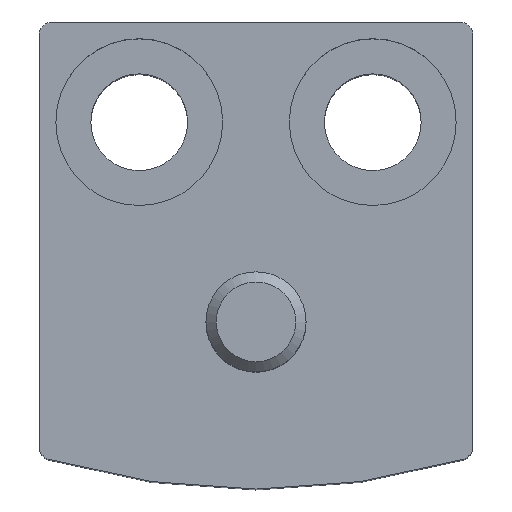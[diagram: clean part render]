
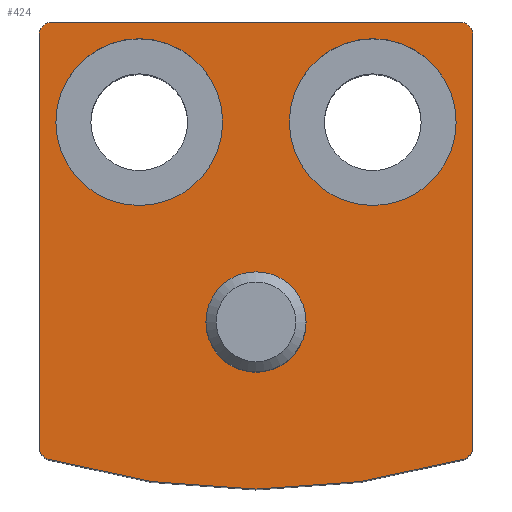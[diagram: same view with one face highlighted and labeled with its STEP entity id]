
A CAD part, top view. The second image highlights one B-rep face of the part: STEP entity #424.
In plain terms, the highlighted planar face has unit normal (0, 0, 1).
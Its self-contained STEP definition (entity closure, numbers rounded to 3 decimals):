
#33=CIRCLE('',#475,0.4);
#35=CIRCLE('',#478,22.);
#37=CIRCLE('',#481,0.4);
#39=CIRCLE('',#485,0.4);
#43=CIRCLE('',#491,0.4);
#47=CIRCLE('',#497,1.5);
#48=CIRCLE('',#498,2.5);
#49=CIRCLE('',#499,2.5);
#125=ORIENTED_EDGE('',*,*,#203,.T.);
#126=ORIENTED_EDGE('',*,*,#204,.T.);
#127=ORIENTED_EDGE('',*,*,#205,.T.);
#128=ORIENTED_EDGE('',*,*,#175,.T.);
#129=ORIENTED_EDGE('',*,*,#179,.T.);
#130=ORIENTED_EDGE('',*,*,#182,.T.);
#131=ORIENTED_EDGE('',*,*,#185,.T.);
#132=ORIENTED_EDGE('',*,*,#188,.T.);
#133=ORIENTED_EDGE('',*,*,#191,.T.);
#134=ORIENTED_EDGE('',*,*,#196,.T.);
#135=ORIENTED_EDGE('',*,*,#199,.T.);
#175=EDGE_CURVE('',#222,#223,#261,.T.);
#179=EDGE_CURVE('',#223,#226,#33,.T.);
#182=EDGE_CURVE('',#226,#228,#35,.T.);
#185=EDGE_CURVE('',#228,#230,#37,.T.);
#188=EDGE_CURVE('',#230,#232,#268,.T.);
#191=EDGE_CURVE('',#232,#234,#39,.T.);
#196=EDGE_CURVE('',#234,#238,#272,.T.);
#199=EDGE_CURVE('',#238,#222,#43,.T.);
#203=EDGE_CURVE('',#242,#242,#47,.T.);
#204=EDGE_CURVE('',#243,#243,#48,.T.);
#205=EDGE_CURVE('',#244,#244,#49,.T.);
#222=VERTEX_POINT('',#693);
#223=VERTEX_POINT('',#694);
#226=VERTEX_POINT('',#702);
#228=VERTEX_POINT('',#708);
#230=VERTEX_POINT('',#714);
#232=VERTEX_POINT('',#720);
#234=VERTEX_POINT('',#726);
#238=VERTEX_POINT('',#736);
#242=VERTEX_POINT('',#750);
#243=VERTEX_POINT('',#752);
#244=VERTEX_POINT('',#754);
#261=LINE('',#692,#275);
#268=LINE('',#719,#282);
#272=LINE('',#735,#286);
#275=VECTOR('',#544,1000.);
#282=VECTOR('',#571,1000.);
#286=VECTOR('',#587,1000.);
#302=EDGE_LOOP('',(#125));
#303=EDGE_LOOP('',(#126));
#304=EDGE_LOOP('',(#127));
#305=EDGE_LOOP('',(#128,#129,#130,#131,#132,#133,#134,#135));
#358=FACE_BOUND('',#302,.T.);
#359=FACE_BOUND('',#303,.T.);
#360=FACE_BOUND('',#304,.T.);
#361=FACE_BOUND('',#305,.T.);
#405=PLANE('',#496);
#424=ADVANCED_FACE('',(#358,#359,#360,#361),#405,.T.);
#475=AXIS2_PLACEMENT_3D('',#701,#550,#551);
#478=AXIS2_PLACEMENT_3D('',#707,#557,#558);
#481=AXIS2_PLACEMENT_3D('',#713,#564,#565);
#485=AXIS2_PLACEMENT_3D('',#725,#576,#577);
#491=AXIS2_PLACEMENT_3D('',#741,#592,#593);
#496=AXIS2_PLACEMENT_3D('',#748,#602,#603);
#497=AXIS2_PLACEMENT_3D('',#749,#604,#605);
#498=AXIS2_PLACEMENT_3D('',#751,#606,#607);
#499=AXIS2_PLACEMENT_3D('',#753,#608,#609);
#544=DIRECTION('',(0.,-1.,0.));
#550=DIRECTION('',(0.,0.,1.));
#551=DIRECTION('',(1.,0.,0.));
#557=DIRECTION('',(0.,0.,1.));
#558=DIRECTION('',(1.,0.,0.));
#564=DIRECTION('',(0.,0.,1.));
#565=DIRECTION('',(1.,0.,0.));
#571=DIRECTION('',(0.,1.,0.));
#576=DIRECTION('',(0.,0.,1.));
#577=DIRECTION('',(1.,0.,0.));
#587=DIRECTION('',(-1.,0.,0.));
#592=DIRECTION('',(0.,0.,1.));
#593=DIRECTION('',(1.,0.,0.));
#602=DIRECTION('',(0.,0.,1.));
#603=DIRECTION('',(1.,0.,0.));
#604=DIRECTION('',(0.,0.,-1.));
#605=DIRECTION('',(-1.,0.,0.));
#606=DIRECTION('',(0.,0.,-1.));
#607=DIRECTION('',(-1.,0.,0.));
#608=DIRECTION('',(0.,0.,-1.));
#609=DIRECTION('',(-1.,0.,0.));
#692=CARTESIAN_POINT('',(-6.5,8.6,0.));
#693=CARTESIAN_POINT('',(-6.5,8.6,0.));
#694=CARTESIAN_POINT('',(-6.5,-3.721,0.));
#701=CARTESIAN_POINT('',(-6.1,-3.721,0.));
#702=CARTESIAN_POINT('',(-6.213,-4.104,0.));
#707=CARTESIAN_POINT('',(0.,17.,0.));
#708=CARTESIAN_POINT('',(6.213,-4.104,0.));
#713=CARTESIAN_POINT('',(6.1,-3.721,0.));
#714=CARTESIAN_POINT('',(6.5,-3.721,0.));
#719=CARTESIAN_POINT('',(6.5,-3.721,0.));
#720=CARTESIAN_POINT('',(6.5,8.6,0.));
#725=CARTESIAN_POINT('',(6.1,8.6,0.));
#726=CARTESIAN_POINT('',(6.1,9.,0.));
#735=CARTESIAN_POINT('',(6.1,9.,0.));
#736=CARTESIAN_POINT('',(-6.1,9.,0.));
#741=CARTESIAN_POINT('',(-6.1,8.6,0.));
#748=CARTESIAN_POINT('',(-6.1,-3.721,0.));
#749=CARTESIAN_POINT('',(0.,0.,0.));
#750=CARTESIAN_POINT('',(-1.5,0.,0.));
#751=CARTESIAN_POINT('',(3.5,6.,0.));
#752=CARTESIAN_POINT('',(1.,6.,0.));
#753=CARTESIAN_POINT('',(-3.5,6.,0.));
#754=CARTESIAN_POINT('',(-6.,6.,0.));
